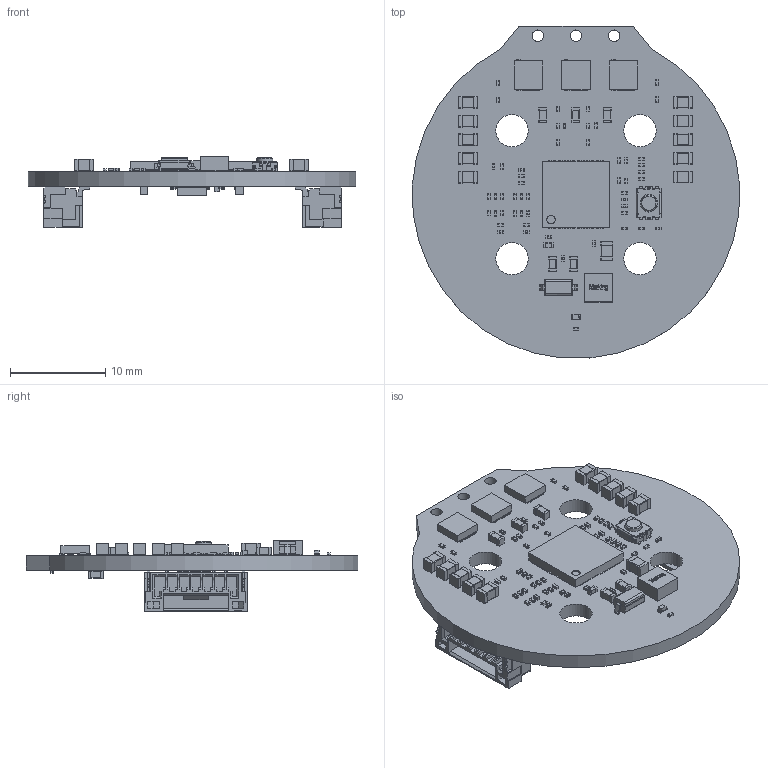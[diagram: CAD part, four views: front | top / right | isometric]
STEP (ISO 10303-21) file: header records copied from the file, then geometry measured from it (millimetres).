
FILE_DESCRIPTION(('KiCad electronic assembly'),'2;1');
FILE_NAME('FOC_CONTROLLER_V1.step','2025-09-19T11:48:37',('Pcbnew'),( 'Kicad'),'Open CASCADE STEP processor 7.9','KiCad to STEP converter' ,'Unknown');
FILE_SCHEMA(('AUTOMOTIVE_DESIGN { 1 0 10303 214 1 1 1 1 }'));
Length unit declared in the file: millimetre
Products named in the file (27): FOC_CONTROLLER_V1 1; C_0805_2012Metric; STPS0560Z; R_0201_0603Metric; 435151014824; Base; Stem; Frame; Pin; C_0201_0603Metric; C_0603_1608Metric; DMT6018LDR-7; Body; Pins; 74438335220; body_30xx; land_pattern_30xx; C_0402_1005Metric; LED_0402_1005Metric; STSPIN32G0A2; ThermalPin; PinsArrayLR; PinsArrayTB; SM06B-GHS-TB_LF__SN_; MA330GQ-Z; FOC_CONTROLLER_V1_PCB
Assembly tree (107 placements, depth 3):
  FOC_CONTROLLER_V1 1
    C_0805_2012Metric  x11
    STPS0560Z
    R_0201_0603Metric  x44
    435151014824
      Base
      Stem
      Frame
      Pin  x4
    C_0201_0603Metric  x14
    C_0603_1608Metric  x8
    DMT6018LDR-7  x3
      Body
      Pins
    74438335220
      body_30xx
      land_pattern_30xx  x2
    C_0402_1005Metric  x2
    LED_0402_1005Metric
    STSPIN32G0A2
      Body
      ThermalPin
      PinsArrayLR
      PinsArrayTB
    SM06B-GHS-TB_LF__SN_  x2
    MA330GQ-Z
    FOC_CONTROLLER_V1_PCB
Bounding box: 34.37 x 34.87 x 7.43 mm (x, y, z)
Volume: 1750 mm3; surface area: 3589.6 mm2
Topology: 212 solids, 212 shells, 4006 faces, 10179 edges, 6693 vertices
Faces by surface type: plane 2985, cylinder 1007, bspline 13, cone 1
Full cylindrical faces by diameter (mm): 0.2 x1, 0.75 x1, 0.875 x1, 1.2 x3, 1.7 x1, 1.85 x1, 3.4 x4
Entity records: 51884 total; most frequent: CARTESIAN_POINT 8612, ORIENTED_EDGE 7512, DIRECTION 7457, EDGE_CURVE 3756, LINE 3185, VECTOR 3185, VERTEX_POINT 2477, AXIS2_PLACEMENT_3D 2136
